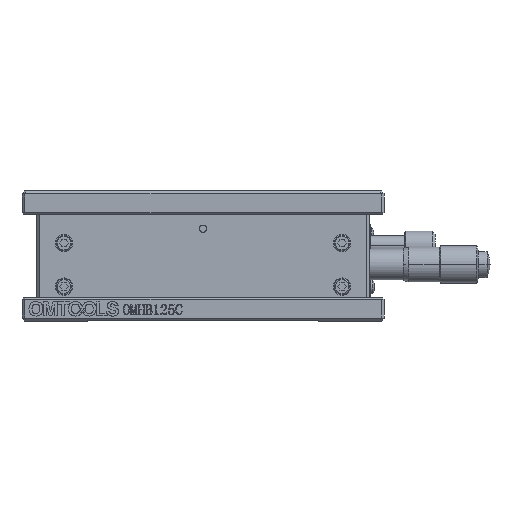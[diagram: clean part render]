
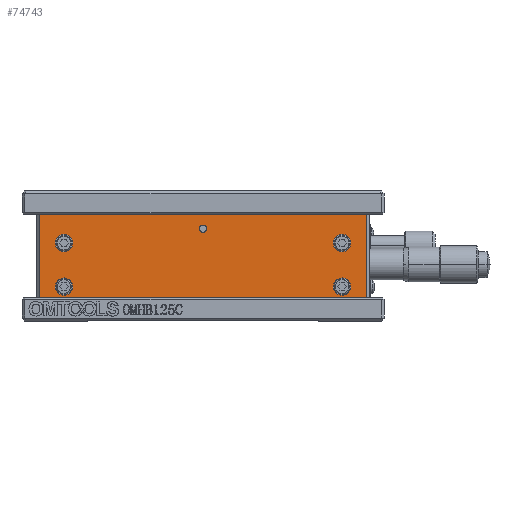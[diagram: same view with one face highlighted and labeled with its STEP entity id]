
A CAD part, front view. The second image highlights one B-rep face of the part: STEP entity #74743.
In plain terms, the highlighted planar face has unit normal (0, -1, 0).
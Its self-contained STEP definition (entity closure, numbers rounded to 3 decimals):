
#644 = ORIENTED_EDGE ( 'NONE', *, *, #3129, .F. ) ;
#813 = LINE ( 'NONE', #60536, #6667 ) ;
#1941 = AXIS2_PLACEMENT_3D ( 'NONE', #24376, #24127, #30316 ) ;
#2507 = DIRECTION ( 'NONE',  ( 1., 0., 0. ) ) ;
#2861 = CARTESIAN_POINT ( 'NONE',  ( -62.5, -107.5, 31.9 ) ) ;
#3129 = EDGE_CURVE ( 'NONE', #68172, #18527, #813, .T. ) ;
#3904 = EDGE_CURVE ( 'NONE', #7199, #27076, #9325, .T. ) ;
#4293 = CIRCLE ( 'NONE', #19761, 1.25 ) ;
#4603 = DIRECTION ( 'NONE',  ( 0., -1., 0. ) ) ;
#5341 = FACE_BOUND ( 'NONE', #60625, .T. ) ;
#6667 = VECTOR ( 'NONE', #54191, 1000. ) ;
#7199 = VERTEX_POINT ( 'NONE', #9044 ) ;
#8208 = EDGE_CURVE ( 'NONE', #68172, #29516, #65086, .T. ) ;
#8210 = DIRECTION ( 'NONE',  ( 0., -1., 0. ) ) ;
#8652 = CARTESIAN_POINT ( 'NONE',  ( -6., -107.5, 36.9 ) ) ;
#8978 = DIRECTION ( 'NONE',  ( 0., -1., 0. ) ) ;
#9044 = CARTESIAN_POINT ( 'NONE',  ( -62.5, -107.5, 30.65 ) ) ;
#9094 = DIRECTION ( 'NONE',  ( 0., -1., 0. ) ) ;
#9325 = CIRCLE ( 'NONE', #42275, 1.25 ) ;
#10282 = CARTESIAN_POINT ( 'NONE',  ( -110.5, -107.5, 11.9 ) ) ;
#10426 = CARTESIAN_POINT ( 'NONE',  ( -110.5, -107.5, 26.9 ) ) ;
#10859 = DIRECTION ( 'NONE',  ( 1., 0., 0. ) ) ;
#11537 = VERTEX_POINT ( 'NONE', #43899 ) ;
#11639 = EDGE_CURVE ( 'NONE', #15233, #29516, #24901, .T. ) ;
#13048 = VECTOR ( 'NONE', #35889, 1000. ) ;
#14011 = EDGE_CURVE ( 'NONE', #38933, #50995, #54503, .T. ) ;
#15233 = VERTEX_POINT ( 'NONE', #61358 ) ;
#15395 = CIRCLE ( 'NONE', #1941, 3. ) ;
#15567 = CARTESIAN_POINT ( 'NONE',  ( -6., -107.5, 8. ) ) ;
#16463 = CARTESIAN_POINT ( 'NONE',  ( -14.5, -107.5, 23.9 ) ) ;
#16699 = ORIENTED_EDGE ( 'NONE', *, *, #3904, .F. ) ;
#17290 = CARTESIAN_POINT ( 'NONE',  ( -119., -107.5, 36.9 ) ) ;
#18527 = VERTEX_POINT ( 'NONE', #75433 ) ;
#19530 = CARTESIAN_POINT ( 'NONE',  ( -14.5, -107.5, 26.9 ) ) ;
#19761 = AXIS2_PLACEMENT_3D ( 'NONE', #72342, #4603, #24109 ) ;
#20674 = EDGE_LOOP ( 'NONE', ( #49408, #79197 ) ) ;
#20724 = DIRECTION ( 'NONE',  ( 0., 1., 0. ) ) ;
#20906 = CARTESIAN_POINT ( 'NONE',  ( -119., -107.5, 22.45 ) ) ;
#21544 = DIRECTION ( 'NONE',  ( -1., 0., 0. ) ) ;
#22962 = ORIENTED_EDGE ( 'NONE', *, *, #8208, .T. ) ;
#23638 = AXIS2_PLACEMENT_3D ( 'NONE', #34985, #77268, #77789 ) ;
#24109 = DIRECTION ( 'NONE',  ( -1., 0., 0. ) ) ;
#24127 = DIRECTION ( 'NONE',  ( 0., -1., 0. ) ) ;
#24376 = CARTESIAN_POINT ( 'NONE',  ( -110.5, -107.5, 11.9 ) ) ;
#24901 = LINE ( 'NONE', #20906, #78891 ) ;
#24938 = CARTESIAN_POINT ( 'NONE',  ( -14.5, -107.5, 8.9 ) ) ;
#26280 = EDGE_CURVE ( 'NONE', #50995, #38933, #59105, .T. ) ;
#27076 = VERTEX_POINT ( 'NONE', #50854 ) ;
#28310 = DIRECTION ( 'NONE',  ( 1., 0., 0. ) ) ;
#28556 = EDGE_CURVE ( 'NONE', #68316, #55649, #42160, .T. ) ;
#28565 = DIRECTION ( 'NONE',  ( 0., -1., 0. ) ) ;
#28881 = CARTESIAN_POINT ( 'NONE',  ( -110.5, -107.5, 23.9 ) ) ;
#29516 = VERTEX_POINT ( 'NONE', #17290 ) ;
#30316 = DIRECTION ( 'NONE',  ( 1., 0., 0. ) ) ;
#30914 = CARTESIAN_POINT ( 'NONE',  ( -110.5, -107.5, 26.9 ) ) ;
#31712 = DIRECTION ( 'NONE',  ( 1., 0., 0. ) ) ;
#33586 = DIRECTION ( 'NONE',  ( 1., 0., 0. ) ) ;
#33626 = CARTESIAN_POINT ( 'NONE',  ( -14.5, -107.5, 26.9 ) ) ;
#33824 = EDGE_CURVE ( 'NONE', #18527, #15233, #64545, .T. ) ;
#34404 = EDGE_LOOP ( 'NONE', ( #57890, #47599 ) ) ;
#34985 = CARTESIAN_POINT ( 'NONE',  ( -14.5, -107.5, 11.9 ) ) ;
#35889 = DIRECTION ( 'NONE',  ( -1., 0., 0. ) ) ;
#38933 = VERTEX_POINT ( 'NONE', #49821 ) ;
#39000 = ORIENTED_EDGE ( 'NONE', *, *, #41140, .F. ) ;
#41140 = EDGE_CURVE ( 'NONE', #55649, #68316, #47847, .T. ) ;
#41197 = DIRECTION ( 'NONE',  ( 0., -1., 0. ) ) ;
#41848 = ORIENTED_EDGE ( 'NONE', *, *, #69568, .F. ) ;
#41865 = AXIS2_PLACEMENT_3D ( 'NONE', #33626, #8210, #2507 ) ;
#42160 = CIRCLE ( 'NONE', #74838, 3. ) ;
#42275 = AXIS2_PLACEMENT_3D ( 'NONE', #2861, #9094, #21544 ) ;
#43065 = EDGE_LOOP ( 'NONE', ( #44836, #16699 ) ) ;
#43849 = DIRECTION ( 'NONE',  ( 0., -1., 0. ) ) ;
#43899 = CARTESIAN_POINT ( 'NONE',  ( -110.5, -107.5, 8.9 ) ) ;
#44255 = CIRCLE ( 'NONE', #77339, 3. ) ;
#44618 = CIRCLE ( 'NONE', #55962, 3. ) ;
#44836 = ORIENTED_EDGE ( 'NONE', *, *, #56576, .F. ) ;
#44947 = EDGE_CURVE ( 'NONE', #58995, #76562, #61876, .T. ) ;
#47599 = ORIENTED_EDGE ( 'NONE', *, *, #14011, .F. ) ;
#47608 = DIRECTION ( 'NONE',  ( 1., 0., 0. ) ) ;
#47847 = CIRCLE ( 'NONE', #41865, 3. ) ;
#48132 = ORIENTED_EDGE ( 'NONE', *, *, #52914, .F. ) ;
#49408 = ORIENTED_EDGE ( 'NONE', *, *, #73774, .F. ) ;
#49821 = CARTESIAN_POINT ( 'NONE',  ( -110.5, -107.5, 29.9 ) ) ;
#49884 = FACE_BOUND ( 'NONE', #43065, .T. ) ;
#50854 = CARTESIAN_POINT ( 'NONE',  ( -62.5, -107.5, 33.15 ) ) ;
#50913 = AXIS2_PLACEMENT_3D ( 'NONE', #10426, #28565, #28310 ) ;
#50918 = VERTEX_POINT ( 'NONE', #51354 ) ;
#50995 = VERTEX_POINT ( 'NONE', #28881 ) ;
#51181 = EDGE_LOOP ( 'NONE', ( #41848, #48132 ) ) ;
#51354 = CARTESIAN_POINT ( 'NONE',  ( -110.5, -107.5, 14.9 ) ) ;
#51818 = FACE_BOUND ( 'NONE', #34404, .T. ) ;
#52578 = PLANE ( 'NONE',  #72902 ) ;
#52914 = EDGE_CURVE ( 'NONE', #50918, #11537, #44618, .T. ) ;
#53613 = DIRECTION ( 'NONE',  ( -1., 0., 0. ) ) ;
#54191 = DIRECTION ( 'NONE',  ( 0., 0., -1. ) ) ;
#54503 = CIRCLE ( 'NONE', #63186, 3. ) ;
#55649 = VERTEX_POINT ( 'NONE', #71970 ) ;
#55962 = AXIS2_PLACEMENT_3D ( 'NONE', #10282, #59834, #47608 ) ;
#56563 = FACE_BOUND ( 'NONE', #51181, .T. ) ;
#56576 = EDGE_CURVE ( 'NONE', #27076, #7199, #4293, .T. ) ;
#57890 = ORIENTED_EDGE ( 'NONE', *, *, #26280, .F. ) ;
#58675 = CARTESIAN_POINT ( 'NONE',  ( -62.5, -107.5, 8. ) ) ;
#58995 = VERTEX_POINT ( 'NONE', #74893 ) ;
#59105 = CIRCLE ( 'NONE', #50913, 3. ) ;
#59834 = DIRECTION ( 'NONE',  ( 0., -1., 0. ) ) ;
#60536 = CARTESIAN_POINT ( 'NONE',  ( -6., -107.5, 22.45 ) ) ;
#60625 = EDGE_LOOP ( 'NONE', ( #60944, #39000 ) ) ;
#60944 = ORIENTED_EDGE ( 'NONE', *, *, #28556, .F. ) ;
#61358 = CARTESIAN_POINT ( 'NONE',  ( -119., -107.5, 8. ) ) ;
#61876 = CIRCLE ( 'NONE', #23638, 3. ) ;
#63186 = AXIS2_PLACEMENT_3D ( 'NONE', #30914, #41197, #10859 ) ;
#63788 = DIRECTION ( 'NONE',  ( -1., 0., 0. ) ) ;
#64545 = LINE ( 'NONE', #58675, #68439 ) ;
#65086 = LINE ( 'NONE', #66262, #13048 ) ;
#65552 = ORIENTED_EDGE ( 'NONE', *, *, #33824, .F. ) ;
#66262 = CARTESIAN_POINT ( 'NONE',  ( -62.5, -107.5, 36.9 ) ) ;
#66996 = ORIENTED_EDGE ( 'NONE', *, *, #11639, .F. ) ;
#68172 = VERTEX_POINT ( 'NONE', #8652 ) ;
#68316 = VERTEX_POINT ( 'NONE', #16463 ) ;
#68416 = EDGE_LOOP ( 'NONE', ( #22962, #66996, #65552, #644 ) ) ;
#68439 = VECTOR ( 'NONE', #53613, 1000. ) ;
#69568 = EDGE_CURVE ( 'NONE', #11537, #50918, #15395, .T. ) ;
#70090 = FACE_OUTER_BOUND ( 'NONE', #68416, .T. ) ;
#70485 = CARTESIAN_POINT ( 'NONE',  ( -14.5, -107.5, 11.9 ) ) ;
#71970 = CARTESIAN_POINT ( 'NONE',  ( -14.5, -107.5, 29.9 ) ) ;
#72342 = CARTESIAN_POINT ( 'NONE',  ( -62.5, -107.5, 31.9 ) ) ;
#72902 = AXIS2_PLACEMENT_3D ( 'NONE', #15567, #20724, #63788 ) ;
#73774 = EDGE_CURVE ( 'NONE', #76562, #58995, #44255, .T. ) ;
#74743 = ADVANCED_FACE ( 'NONE', ( #70090, #76817, #5341, #51818, #56563, #49884 ), #52578, .F. ) ;
#74838 = AXIS2_PLACEMENT_3D ( 'NONE', #19530, #43849, #31712 ) ;
#74893 = CARTESIAN_POINT ( 'NONE',  ( -14.5, -107.5, 14.9 ) ) ;
#75433 = CARTESIAN_POINT ( 'NONE',  ( -6., -107.5, 8. ) ) ;
#76562 = VERTEX_POINT ( 'NONE', #24938 ) ;
#76817 = FACE_BOUND ( 'NONE', #20674, .T. ) ;
#77268 = DIRECTION ( 'NONE',  ( 0., -1., 0. ) ) ;
#77339 = AXIS2_PLACEMENT_3D ( 'NONE', #70485, #8978, #33586 ) ;
#77775 = DIRECTION ( 'NONE',  ( 0., 0., 1. ) ) ;
#77789 = DIRECTION ( 'NONE',  ( 1., 0., 0. ) ) ;
#78891 = VECTOR ( 'NONE', #77775, 1000. ) ;
#79197 = ORIENTED_EDGE ( 'NONE', *, *, #44947, .F. ) ;
